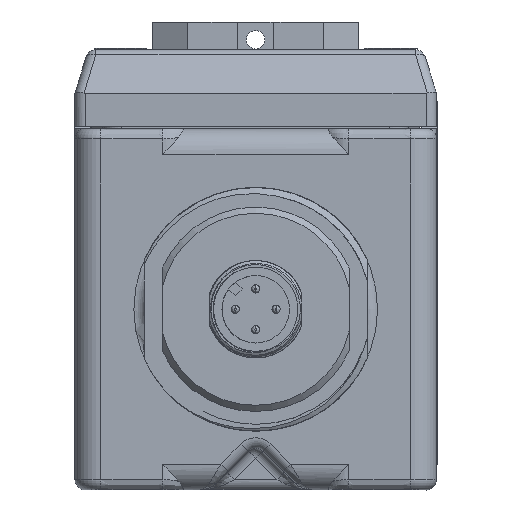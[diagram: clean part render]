
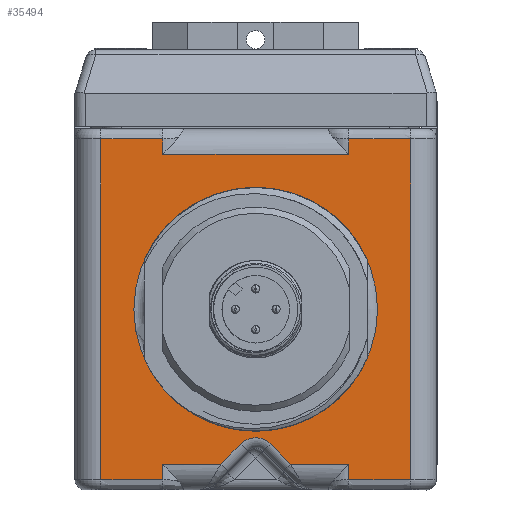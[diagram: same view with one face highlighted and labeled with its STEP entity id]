
A CAD part, front view. The second image highlights one B-rep face of the part: STEP entity #35494.
In plain terms, the highlighted planar face has unit normal (0, -1, 0).
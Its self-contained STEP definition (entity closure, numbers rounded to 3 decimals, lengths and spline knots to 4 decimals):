
#6240=DIRECTION('',(-1.,0.,0.));
#6241=VECTOR('',#6240,0.9);
#6242=CARTESIAN_POINT('',(0.45,-2.3402,0.7498));
#6243=LINE('',#6242,#6241);
#6644=CARTESIAN_POINT('',(-0.7498,-2.3402,0.825));
#6645=CARTESIAN_POINT('',(-0.7292,-2.3402,
0.825));
#6646=CARTESIAN_POINT('',(-0.6893,-2.3402,
0.825));
#6647=CARTESIAN_POINT('',(-0.6338,-2.3402,
0.825));
#6648=CARTESIAN_POINT('',(-0.5822,-2.3402,
0.825));
#6649=CARTESIAN_POINT('',(-0.5344,-2.3402,
0.825));
#6650=CARTESIAN_POINT('',(-0.4901,-2.3402,
0.825));
#6651=CARTESIAN_POINT('',(-0.463,-2.3402,
0.8249));
#6652=CARTESIAN_POINT('',(-0.45,-2.3402,
0.825));
#6654=DIRECTION('',(0.,0.,-1.));
#6655=VECTOR('',#6654,0.0752);
#6656=CARTESIAN_POINT('',(-0.45,-2.3402,
0.825));
#6657=LINE('',#6656,#6655);
#6658=DIRECTION('',(0.,0.,-1.));
#6659=VECTOR('',#6658,0.0752);
#6660=CARTESIAN_POINT('',(0.45,-2.3402,
0.825));
#6661=LINE('',#6660,#6659);
#6662=CARTESIAN_POINT('',(0.45,-2.3402,
0.825));
#6663=CARTESIAN_POINT('',(0.4629,-2.3402,
0.8249));
#6664=CARTESIAN_POINT('',(0.4901,-2.3402,
0.825));
#6665=CARTESIAN_POINT('',(0.5344,-2.3402,
0.825));
#6666=CARTESIAN_POINT('',(0.5823,-2.3402,
0.825));
#6667=CARTESIAN_POINT('',(0.6339,-2.3402,
0.825));
#6668=CARTESIAN_POINT('',(0.6893,-2.3402,
0.825));
#6669=CARTESIAN_POINT('',(0.7292,-2.3402,
0.825));
#6670=CARTESIAN_POINT('',(0.7498,-2.3402,0.825));
#6672=CARTESIAN_POINT('',(0.7498,-2.3402,-0.825));
#6673=CARTESIAN_POINT('',(0.7292,-2.3402,
-0.825));
#6674=CARTESIAN_POINT('',(0.6893,-2.3402,
-0.825));
#6675=CARTESIAN_POINT('',(0.6339,-2.3402,
-0.825));
#6676=CARTESIAN_POINT('',(0.5823,-2.3402,
-0.825));
#6677=CARTESIAN_POINT('',(0.5344,-2.3402,
-0.825));
#6678=CARTESIAN_POINT('',(0.4901,-2.3402,
-0.825));
#6679=CARTESIAN_POINT('',(0.4629,-2.3402,
-0.8249));
#6680=CARTESIAN_POINT('',(0.45,-2.3402,
-0.825));
#6682=DIRECTION('',(0.,0.,-1.));
#6683=VECTOR('',#6682,0.0752);
#6684=CARTESIAN_POINT('',(0.45,-2.3402,-0.7498));
#6685=LINE('',#6684,#6683);
#6686=DIRECTION('',(0.,0.,-1.));
#6687=VECTOR('',#6686,0.0752);
#6688=CARTESIAN_POINT('',(-0.45,-2.3402,-0.7498));
#6689=LINE('',#6688,#6687);
#6690=CARTESIAN_POINT('',(-0.45,-2.3402,
-0.825));
#6691=CARTESIAN_POINT('',(-0.463,-2.3402,
-0.8249));
#6692=CARTESIAN_POINT('',(-0.4901,-2.3402,
-0.825));
#6693=CARTESIAN_POINT('',(-0.5344,-2.3402,
-0.825));
#6694=CARTESIAN_POINT('',(-0.5823,-2.3402,
-0.825));
#6695=CARTESIAN_POINT('',(-0.6339,-2.3402,
-0.825));
#6696=CARTESIAN_POINT('',(-0.6893,-2.3402,
-0.825));
#6697=CARTESIAN_POINT('',(-0.7292,-2.3402,
-0.825));
#6698=CARTESIAN_POINT('',(-0.7498,-2.3402,-0.825));
#6700=DIRECTION('',(0.,0.,1.));
#6701=VECTOR('',#6700,1.65);
#6702=CARTESIAN_POINT('',(-0.7498,-2.3402,-0.825));
#6703=LINE('',#6702,#6701);
#6704=CARTESIAN_POINT('',(0.,-2.3402,0.));
#6705=DIRECTION('',(0.,-1.,0.));
#6706=DIRECTION('',(0.,0.,-1.));
#6707=AXIS2_PLACEMENT_3D('',#6704,#6705,#6706);
#6709=CARTESIAN_POINT('',(0.,-2.3402,0.));
#6710=DIRECTION('',(0.,-1.,0.));
#6711=DIRECTION('',(0.,0.,1.));
#6712=AXIS2_PLACEMENT_3D('',#6709,#6710,#6711);
#6739=CARTESIAN_POINT('',(0.45,-2.3402,0.7498));
#6774=DIRECTION('',(0.,0.,1.));
#6775=VECTOR('',#6774,1.65);
#6776=CARTESIAN_POINT('',(0.7498,-2.3402,-0.825));
#6777=LINE('',#6776,#6775);
#6817=DIRECTION('',(1.,0.,0.));
#6818=VECTOR('',#6817,0.2812);
#6819=CARTESIAN_POINT('',(0.1688,-2.3402,
-0.7498));
#6820=LINE('',#6819,#6818);
#6990=DIRECTION('',(1.,0.,0.));
#6991=VECTOR('',#6990,0.2812);
#6992=CARTESIAN_POINT('',(-0.45,-2.3402,-0.7498));
#6993=LINE('',#6992,#6991);
#7019=CARTESIAN_POINT('',(-0.45,-2.3402,-0.7498));
#7071=CARTESIAN_POINT('',(-0.1688,-2.3402,
-0.7498));
#7140=CARTESIAN_POINT('',(0.,-2.3402,-0.7224));
#7141=DIRECTION('',(0.,1.,0.));
#7142=DIRECTION('',(-0.707,0.,0.707));
#7143=AXIS2_PLACEMENT_3D('',#7140,#7141,#7142);
#7145=DIRECTION('',(0.707,0.,0.707));
#7146=VECTOR('',#7145,0.1388);
#7147=CARTESIAN_POINT('',(-0.1688,-2.3402,
-0.7498));
#7148=LINE('',#7147,#7146);
#7158=DIRECTION('',(-0.707,0.,0.707));
#7159=VECTOR('',#7158,0.1388);
#7160=CARTESIAN_POINT('',(0.1688,-2.3402,
-0.7498));
#7161=LINE('',#7160,#7159);
#23268=CARTESIAN_POINT('',(0.,-2.3402,-0.59));
#23269=CARTESIAN_POINT('',(0.,-2.3402,0.59));
#23270=VERTEX_POINT('',#23268);
#23271=VERTEX_POINT('',#23269);
#23404=VERTEX_POINT('',#7071);
#23405=CARTESIAN_POINT('',(-0.0707,-2.3402,
-0.6517));
#23406=VERTEX_POINT('',#23405);
#23411=CARTESIAN_POINT('',(0.0707,-2.3402,
-0.6517));
#23412=VERTEX_POINT('',#23411);
#23413=CARTESIAN_POINT('',(0.1688,-2.3402,
-0.7498));
#23414=VERTEX_POINT('',#23413);
#23711=CARTESIAN_POINT('',(0.7498,-2.3402,0.825));
#23712=VERTEX_POINT('',#23711);
#23715=VERTEX_POINT('',#6644);
#23716=VERTEX_POINT('',#6652);
#23718=VERTEX_POINT('',#6662);
#23731=CARTESIAN_POINT('',(-0.7498,-2.3402,-0.825));
#23732=VERTEX_POINT('',#23731);
#23735=VERTEX_POINT('',#6672);
#23736=VERTEX_POINT('',#6680);
#23738=VERTEX_POINT('',#6690);
#23745=CARTESIAN_POINT('',(-0.45,-2.3402,0.7498));
#23746=VERTEX_POINT('',#23745);
#23749=VERTEX_POINT('',#6739);
#23755=VERTEX_POINT('',#7019);
#24179=CARTESIAN_POINT('',(0.45,-2.3402,-0.7498));
#24180=VERTEX_POINT('',#24179);
#35453=CARTESIAN_POINT('',(0.,-2.3402,0.));
#35454=DIRECTION('',(0.,1.,0.));
#35455=DIRECTION('',(1.,0.,0.));
#35456=AXIS2_PLACEMENT_3D('',#35453,#35454,#35455);
#35457=PLANE('',#35456);
#35458=ORIENTED_EDGE('',*,*,#34577,.T.);
#35460=ORIENTED_EDGE('',*,*,#35459,.T.);
#35461=ORIENTED_EDGE('',*,*,#34711,.F.);
#35463=ORIENTED_EDGE('',*,*,#35462,.F.);
#35464=ORIENTED_EDGE('',*,*,#34889,.T.);
#35466=ORIENTED_EDGE('',*,*,#35465,.F.);
#35468=ORIENTED_EDGE('',*,*,#35467,.T.);
#35470=ORIENTED_EDGE('',*,*,#35469,.F.);
#35472=ORIENTED_EDGE('',*,*,#35471,.F.);
#35474=ORIENTED_EDGE('',*,*,#35473,.T.);
#35476=ORIENTED_EDGE('',*,*,#35475,.F.);
#35478=ORIENTED_EDGE('',*,*,#35477,.F.);
#35480=ORIENTED_EDGE('',*,*,#35479,.F.);
#35482=ORIENTED_EDGE('',*,*,#35481,.T.);
#35484=ORIENTED_EDGE('',*,*,#35483,.T.);
#35485=ORIENTED_EDGE('',*,*,#35446,.T.);
#35486=EDGE_LOOP('',(#35458,#35460,#35461,#35463,#35464,#35466,#35468,#35470,
#35472,#35474,#35476,#35478,#35480,#35482,#35484,#35485));
#35487=FACE_OUTER_BOUND('',#35486,.F.);
#35489=ORIENTED_EDGE('',*,*,#35488,.T.);
#35491=ORIENTED_EDGE('',*,*,#35490,.T.);
#35492=EDGE_LOOP('',(#35489,#35491));
#35493=FACE_BOUND('',#35492,.F.);
#35494=ADVANCED_FACE('',(#35487,#35493),#35457,.F.);
#6653=B_SPLINE_CURVE_WITH_KNOTS('',3,(#6644,#6645,#6646,#6647,#6648,#6649,#6650,
#6651,#6652),.UNSPECIFIED.,.F.,.F.,(4,1,1,1,1,1,4),(0.,0.1667,
0.3333,0.5,0.6667,0.8333,1.),
.UNSPECIFIED.);
#6671=B_SPLINE_CURVE_WITH_KNOTS('',3,(#6662,#6663,#6664,#6665,#6666,#6667,#6668,
#6669,#6670),.UNSPECIFIED.,.F.,.F.,(4,1,1,1,1,1,4),(0.,0.1667,
0.3333,0.5,0.6667,0.8333,1.),
.UNSPECIFIED.);
#6681=B_SPLINE_CURVE_WITH_KNOTS('',3,(#6672,#6673,#6674,#6675,#6676,#6677,#6678,
#6679,#6680),.UNSPECIFIED.,.F.,.F.,(4,1,1,1,1,1,4),(0.,0.1667,
0.3333,0.5,0.6667,0.8333,1.),
.UNSPECIFIED.);
#6699=B_SPLINE_CURVE_WITH_KNOTS('',3,(#6690,#6691,#6692,#6693,#6694,#6695,#6696,
#6697,#6698),.UNSPECIFIED.,.F.,.F.,(4,1,1,1,1,1,4),(0.,0.1667,
0.3333,0.5,0.6667,0.8333,1.),
.UNSPECIFIED.);
#6708=CIRCLE('',#6707,0.59);
#6713=CIRCLE('',#6712,0.59);
#7144=CIRCLE('',#7143,0.1);
#34577=EDGE_CURVE('',#23715,#23716,#6653,.T.);
#34711=EDGE_CURVE('',#23749,#23746,#6243,.T.);
#34889=EDGE_CURVE('',#23718,#23712,#6671,.T.);
#35446=EDGE_CURVE('',#23732,#23715,#6703,.T.);
#35459=EDGE_CURVE('',#23716,#23746,#6657,.T.);
#35462=EDGE_CURVE('',#23718,#23749,#6661,.T.);
#35465=EDGE_CURVE('',#23735,#23712,#6777,.T.);
#35467=EDGE_CURVE('',#23735,#23736,#6681,.T.);
#35469=EDGE_CURVE('',#24180,#23736,#6685,.T.);
#35471=EDGE_CURVE('',#23414,#24180,#6820,.T.);
#35473=EDGE_CURVE('',#23414,#23412,#7161,.T.);
#35475=EDGE_CURVE('',#23406,#23412,#7144,.T.);
#35477=EDGE_CURVE('',#23404,#23406,#7148,.T.);
#35479=EDGE_CURVE('',#23755,#23404,#6993,.T.);
#35481=EDGE_CURVE('',#23755,#23738,#6689,.T.);
#35483=EDGE_CURVE('',#23738,#23732,#6699,.T.);
#35488=EDGE_CURVE('',#23270,#23271,#6708,.T.);
#35490=EDGE_CURVE('',#23271,#23270,#6713,.T.);
